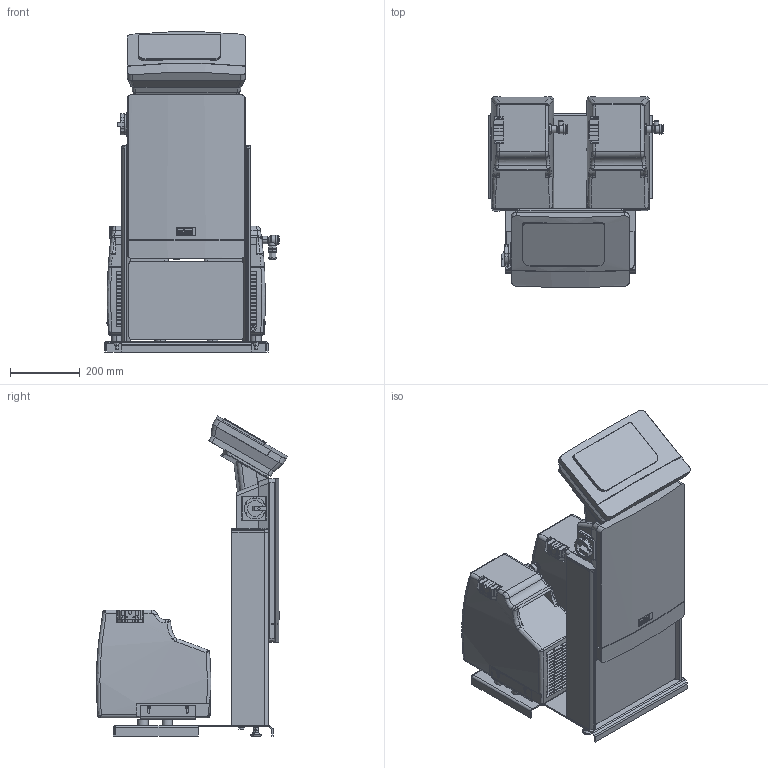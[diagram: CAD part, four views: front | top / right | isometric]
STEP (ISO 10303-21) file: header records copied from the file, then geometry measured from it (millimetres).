
FILE_DESCRIPTION((''),'2;1');
FILE_NAME('3d_ReflexomatRS90_2-8882100.stp','2014-02-28T07:22:53',(''),(''),'Mechanical Desktop 2011','Mechanical Desktop 2011',', , ');
FILE_SCHEMA(('CONFIG_CONTROL_DESIGN'));
Length unit declared in the file: millimetre
Products named in the file (1): Product
Bounding box: 502.91 x 549.6 x 919.9 mm (x, y, z)
Volume: 55258377 mm3; surface area: 3771170.1 mm2
Topology: 95 solids, 95 shells, 4604 faces, 12179 edges, 8023 vertices
Faces by surface type: plane 2872, cylinder 782, bspline 780, torus 94, cone 68, sphere 8
Entity records: 156774 total; most frequent: CARTESIAN_POINT 43005, ORIENTED_EDGE 24326, DIRECTION 22186, EDGE_CURVE 12163, VECTOR 9216, LINE 9216, VERTEX_POINT 8023, AXIS2_PLACEMENT_3D 6485
